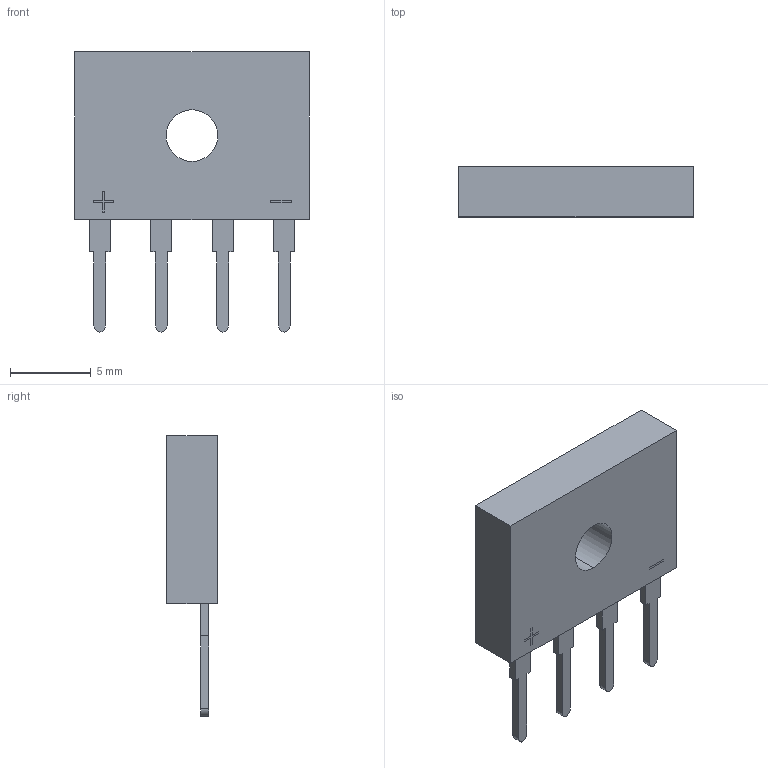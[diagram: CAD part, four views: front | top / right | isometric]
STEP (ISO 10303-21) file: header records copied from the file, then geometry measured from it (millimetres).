
FILE_DESCRIPTION (( 'STEP AP214' ), '1' );
FILE_NAME ('DIO-BG-TH_4P-L14.5-W3.1-H10.4_GBP.step', '2022-07-04T09:51:41', ( '' ), ( '' ), 'SwSTEP 2.0', 'SolidWorks 2020', '' );
FILE_SCHEMA (( 'AUTOMOTIVE_DESIGN' ));
Length unit declared in the file: millimetre
Products named in the file (1): DIO-BG-TH_4P-L14.5-W3.1-H10.4_GBP
Bounding box: 14.5 x 3.1 x 17.38 mm (x, y, z)
Volume: 454.9 mm3; surface area: 547.8 mm2
Topology: 1 solids, 1 shells, 274 faces, 757 edges, 510 vertices
Faces by surface type: plane 166, bspline 98, cylinder 10
Entity records: 12253 total; most frequent: CARTESIAN_POINT 2848, ORIENTED_EDGE 1514, DIRECTION 931, EDGE_CURVE 757, VECTOR 537, LINE 537, VERTEX_POINT 510, EDGE_LOOP 301
